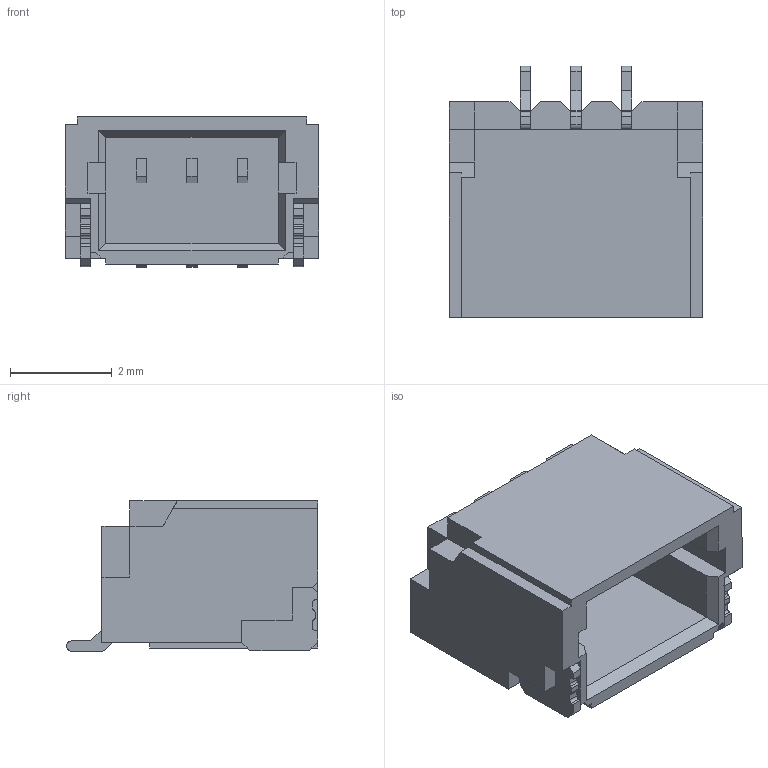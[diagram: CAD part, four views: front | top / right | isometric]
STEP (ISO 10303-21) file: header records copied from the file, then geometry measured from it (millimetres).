
FILE_DESCRIPTION(('FreeCAD Model'),'2;1');
FILE_NAME('Open CASCADE Shape Model','2023-10-27T21:33:38',( 'kicad StepUp'),('ksu MCAD'),'Open CASCADE STEP processor 7.6', 'FreeCAD','Unknown');
FILE_SCHEMA(('AUTOMOTIVE_DESIGN { 1 0 10303 214 1 1 1 1 }'));
Length unit declared in the file: millimetre
Products named in the file (8): SM03B-SRSS-TB(LF)(SN)007; SM03B-SRSS-TB(LF)(SN); SM03B-SRSS-TB(LF)(SN)001; SM03B-SRSS-TB(LF)(SN)002; SM03B-SRSS-TB(LF)(SN)003; SM03B-SRSS-TB(LF)(SN)004; SM03B-SRSS-TB(LF)(SN)005; SM03B-SRSS-TB(LF)(SN)006
Assembly tree (7 placements, depth 2):
  SM03B-SRSS-TB(LF)(SN)007
    SM03B-SRSS-TB(LF)(SN)
    SM03B-SRSS-TB(LF)(SN)001
    SM03B-SRSS-TB(LF)(SN)002
    SM03B-SRSS-TB(LF)(SN)003
    SM03B-SRSS-TB(LF)(SN)004
    SM03B-SRSS-TB(LF)(SN)005
    SM03B-SRSS-TB(LF)(SN)006
Bounding box: 5 x 4.95 x 2.96 mm (x, y, z)
Volume: 35.2 mm3; surface area: 169.5 mm2
Topology: 7 solids, 7 shells, 220 faces, 614 edges, 406 vertices
Faces by surface type: plane 180, cylinder 40
Entity records: 7187 total; most frequent: CARTESIAN_POINT 1248, ORIENTED_EDGE 1228, DIRECTION 1150, EDGE_CURVE 614, LINE 534, VECTOR 534, VERTEX_POINT 406, AXIS2_PLACEMENT_3D 308
